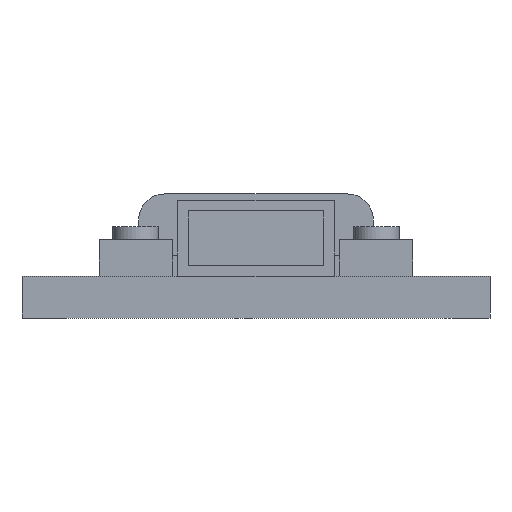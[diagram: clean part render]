
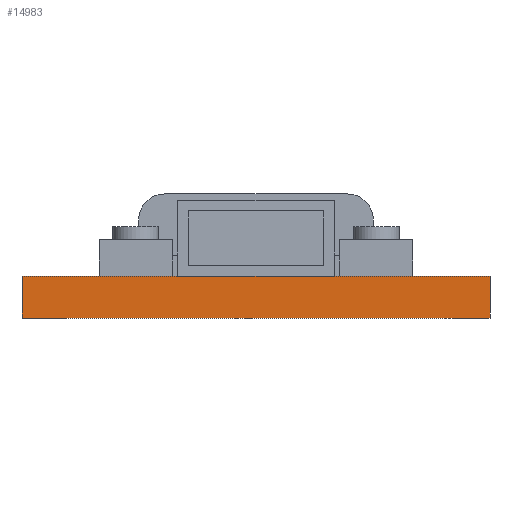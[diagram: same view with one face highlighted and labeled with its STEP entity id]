
A CAD part, front view. The second image highlights one B-rep face of the part: STEP entity #14983.
In plain terms, the highlighted planar face has unit normal (0, -1, 0).
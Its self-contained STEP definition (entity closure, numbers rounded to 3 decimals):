
#1606=FACE_OUTER_BOUND('',#2496,.T.);
#2496=EDGE_LOOP('',(#13431,#13432,#13433,#13434));
#3498=LINE('',#21325,#5028);
#3941=LINE('',#26015,#5471);
#4111=LINE('',#26388,#5641);
#4197=LINE('',#26566,#5727);
#5028=VECTOR('',#17605,10.);
#5471=VECTOR('',#18258,10.);
#5641=VECTOR('',#18590,10.);
#5727=VECTOR('',#18860,10.);
#6505=VERTEX_POINT('',#21322);
#6506=VERTEX_POINT('',#21324);
#7067=VERTEX_POINT('',#26012);
#7068=VERTEX_POINT('',#26014);
#8198=EDGE_CURVE('',#6505,#6506,#3498,.T.);
#9011=EDGE_CURVE('',#7068,#7067,#3941,.T.);
#9201=EDGE_CURVE('',#7067,#6506,#4111,.T.);
#9287=EDGE_CURVE('',#7068,#6505,#4197,.T.);
#13431=ORIENTED_EDGE('',*,*,#9011,.T.);
#13432=ORIENTED_EDGE('',*,*,#9201,.T.);
#13433=ORIENTED_EDGE('',*,*,#8198,.F.);
#13434=ORIENTED_EDGE('',*,*,#9287,.F.);
#14178=PLANE('',#15861);
#14983=ADVANCED_FACE('',(#1606),#14178,.T.);
#15861=AXIS2_PLACEMENT_3D('',#26570,#18866,#18867);
#17605=DIRECTION('',(1.,0.,0.));
#18258=DIRECTION('',(1.,0.,0.));
#18590=DIRECTION('',(0.,0.,1.));
#18860=DIRECTION('',(0.,0.,1.));
#18866=DIRECTION('center_axis',(0.,-1.,0.));
#18867=DIRECTION('ref_axis',(1.,0.,0.));
#21322=CARTESIAN_POINT('',(-8.95,-16.6,1.6));
#21324=CARTESIAN_POINT('',(8.95,-16.6,1.6));
#21325=CARTESIAN_POINT('',(-8.95,-16.6,1.6));
#26012=CARTESIAN_POINT('',(8.95,-16.6,0.));
#26014=CARTESIAN_POINT('',(-8.95,-16.6,0.));
#26015=CARTESIAN_POINT('',(-8.95,-16.6,0.));
#26388=CARTESIAN_POINT('',(8.95,-16.6,0.));
#26566=CARTESIAN_POINT('',(-8.95,-16.6,0.));
#26570=CARTESIAN_POINT('Origin',(-8.95,-16.6,0.));
